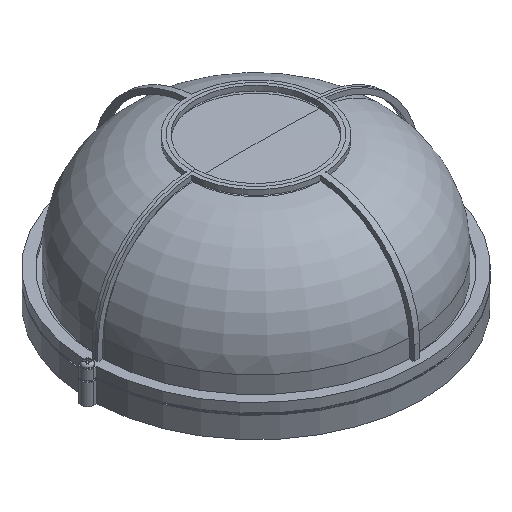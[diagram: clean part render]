
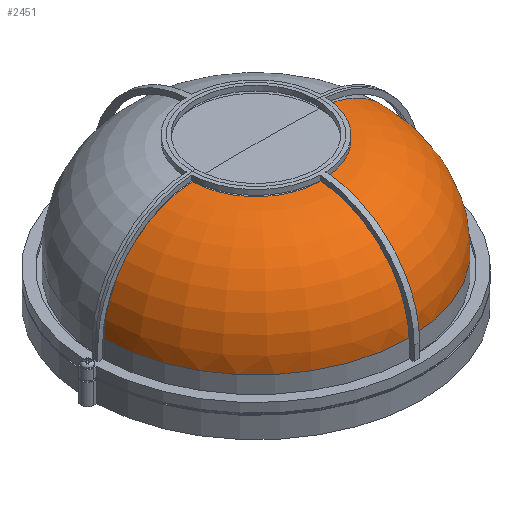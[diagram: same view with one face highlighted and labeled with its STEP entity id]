
A CAD part, isometric view. The second image highlights one B-rep face of the part: STEP entity #2451.
In plain terms, the highlighted toroidal (fillet/blend) face has major radius 42.8 mm and minor radius 65.7 mm.
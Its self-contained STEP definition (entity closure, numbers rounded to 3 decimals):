
#19 = CARTESIAN_POINT ( 'NONE',  ( 108.5, 0., 33. ) ) ;
#201 = VERTEX_POINT ( 'NONE', #3912 ) ;
#231 = CIRCLE ( 'NONE', #3169, 45.257 ) ;
#302 = CIRCLE ( 'NONE', #3261, 65.7 ) ;
#326 = CARTESIAN_POINT ( 'NONE',  ( 42.8, 0., 33. ) ) ;
#367 = EDGE_CURVE ( 'NONE', #638, #201, #3415, .T. ) ;
#419 = VERTEX_POINT ( 'NONE', #2025 ) ;
#638 = VERTEX_POINT ( 'NONE', #19 ) ;
#717 = DIRECTION ( 'NONE',  ( -1., 0., 0. ) ) ;
#795 = FACE_OUTER_BOUND ( 'NONE', #1215, .T. ) ;
#808 = AXIS2_PLACEMENT_3D ( 'NONE', #3712, #3323, #1423 ) ;
#966 = ORIENTED_EDGE ( 'NONE', *, *, #4797, .F. ) ;
#1098 = DIRECTION ( 'NONE',  ( 0., 0., -1. ) ) ;
#1215 = EDGE_LOOP ( 'NONE', ( #966, #2415, #1969, #4206 ) ) ;
#1343 = AXIS2_PLACEMENT_3D ( 'NONE', #326, #3028, #717 ) ;
#1423 = DIRECTION ( 'NONE',  ( -1., 0., 0. ) ) ;
#1658 = CARTESIAN_POINT ( 'NONE',  ( -42.8, 0., 33. ) ) ;
#1673 = CARTESIAN_POINT ( 'NONE',  ( 45.257, 0., 98.654 ) ) ;
#1969 = ORIENTED_EDGE ( 'NONE', *, *, #3925, .T. ) ;
#1992 = DIRECTION ( 'NONE',  ( 0., 0., -1. ) ) ;
#2025 = CARTESIAN_POINT ( 'NONE',  ( -45.257, 0., 98.654 ) ) ;
#2045 = DIRECTION ( 'NONE',  ( 0., 0., -1. ) ) ;
#2415 = ORIENTED_EDGE ( 'NONE', *, *, #4216, .T. ) ;
#2451 = ADVANCED_FACE ( 'NONE', ( #795 ), #4636, .T. ) ;
#2772 = AXIS2_PLACEMENT_3D ( 'NONE', #4275, #1992, #4657 ) ;
#3028 = DIRECTION ( 'NONE',  ( 0., 1., 0. ) ) ;
#3169 = AXIS2_PLACEMENT_3D ( 'NONE', #3402, #1098, #3791 ) ;
#3261 = AXIS2_PLACEMENT_3D ( 'NONE', #1658, #4328, #2045 ) ;
#3323 = DIRECTION ( 'NONE',  ( 0., 0., -1. ) ) ;
#3402 = CARTESIAN_POINT ( 'NONE',  ( 0., 0., 98.654 ) ) ;
#3415 = CIRCLE ( 'NONE', #2772, 108.5 ) ;
#3712 = CARTESIAN_POINT ( 'NONE',  ( 0., 0., 33. ) ) ;
#3791 = DIRECTION ( 'NONE',  ( -1., 0., 0. ) ) ;
#3912 = CARTESIAN_POINT ( 'NONE',  ( -108.5, 0., 33. ) ) ;
#3925 = EDGE_CURVE ( 'NONE', #419, #201, #302, .T. ) ;
#3943 = VERTEX_POINT ( 'NONE', #1673 ) ;
#4206 = ORIENTED_EDGE ( 'NONE', *, *, #367, .F. ) ;
#4216 = EDGE_CURVE ( 'NONE', #3943, #419, #231, .T. ) ;
#4275 = CARTESIAN_POINT ( 'NONE',  ( 0., 0., 33. ) ) ;
#4328 = DIRECTION ( 'NONE',  ( 0., -1., 0. ) ) ;
#4636 = TOROIDAL_SURFACE ( 'NONE', #808, 42.8, 65.7 ) ;
#4657 = DIRECTION ( 'NONE',  ( -1., 0., 0. ) ) ;
#4797 = EDGE_CURVE ( 'NONE', #3943, #638, #4864, .T. ) ;
#4864 = CIRCLE ( 'NONE', #1343, 65.7 ) ;
